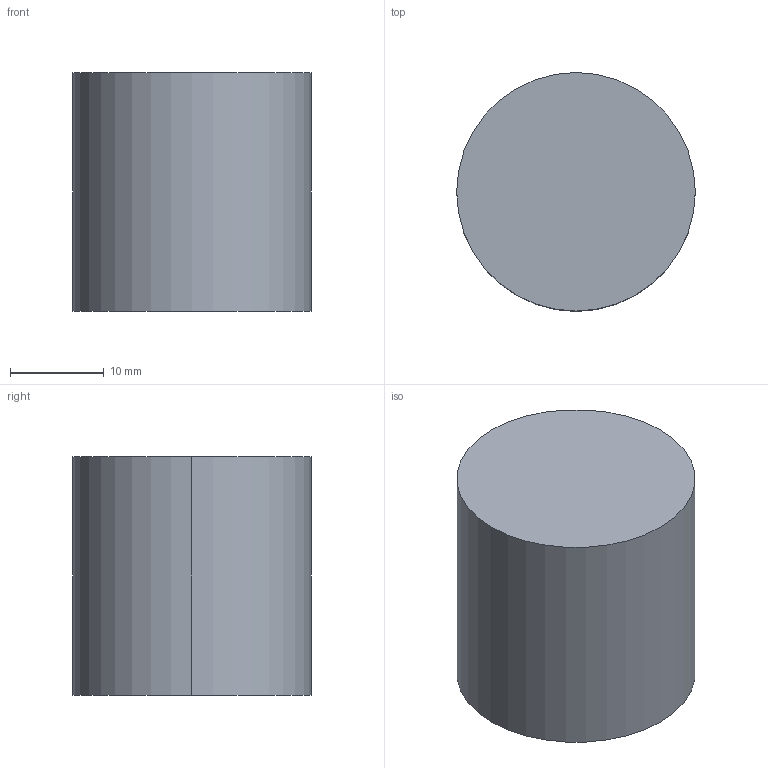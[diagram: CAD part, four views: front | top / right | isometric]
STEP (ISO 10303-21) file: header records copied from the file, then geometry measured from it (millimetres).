
FILE_DESCRIPTION( ( 'STEP AP203' ), '1' );
FILE_NAME( 'cylinder_example.stp', ' ', ( 'Siemens PLM Software, Inc.' ), ( 'Siemens PLM Software, Inc.' ), 'PSStep 17.0.34', 'FEMAP', ' ' );
FILE_SCHEMA( ( 'AUTOMOTIVE_DESIGN { 1 0 10303 214 1 1 1 1 }' ) );
Length unit declared in the file: metre
Products named in the file (1): 1
Bounding box: 25.4 x 25.4 x 25.4 mm (x, y, z)
Volume: 12870.4 mm3; surface area: 3040.3 mm2
Topology: 1 solids, 1 shells, 4 faces, 6 edges, 4 vertices
Faces by surface type: plane 2, cylinder 2
Entity records: 142 total; most frequent: DIRECTION 20, CARTESIAN_POINT 15, ORIENTED_EDGE 12, AXIS2_PLACEMENT_3D 9, EDGE_CURVE 6, STYLED_ITEM 4, PRESENTATION_STYLE_ASSIGNMENT 4, ADVANCED_FACE 4
